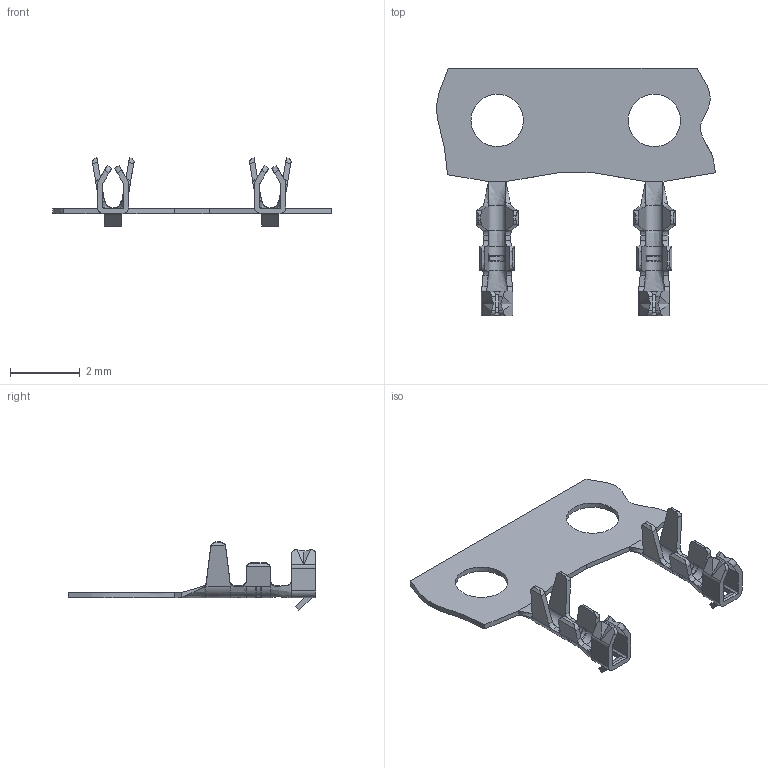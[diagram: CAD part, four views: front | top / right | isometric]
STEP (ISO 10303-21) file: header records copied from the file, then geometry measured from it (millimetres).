
FILE_DESCRIPTION( ( 'Unknown' ), '1' );
FILE_NAME( '653x0113722.stp', 'Unknown', ( 'Unknown' ), ( 'Unknown' ), 'PSStep 17.0.49', 'Unknown', ' ' );
FILE_SCHEMA( ( 'AUTOMOTIVE_DESIGN { 1 0 10303 214 1 1 1 1 }' ) );
Length unit declared in the file: millimetre
Products named in the file (1): 1
Bounding box: 7.98 x 7.1 x 1.95 mm (x, y, z)
Volume: 5.2 mm3; surface area: 80.9 mm2
Topology: 1 solids, 1 shells, 274 faces, 764 edges, 488 vertices
Faces by surface type: plane 122, cylinder 90, bspline 44, torus 16, extrusion 2
Full cylindrical faces by diameter (mm): 1.5 x2
Entity records: 13876 total; most frequent: CARTESIAN_POINT 5171, ORIENTED_EDGE 1524, DIRECTION 1122, EDGE_CURVE 762, VERTEX_POINT 488, AXIS2_PLACEMENT_3D 377, VECTOR 368, LINE 366
